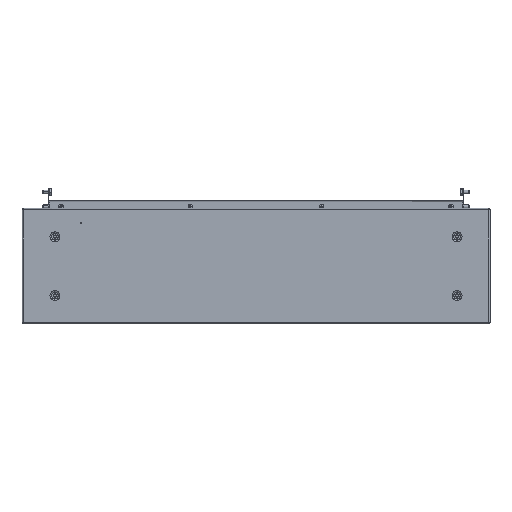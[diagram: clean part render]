
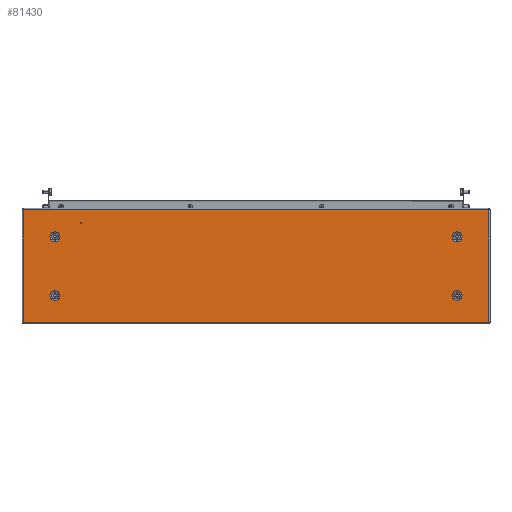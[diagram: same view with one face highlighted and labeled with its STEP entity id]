
A CAD part, top view. The second image highlights one B-rep face of the part: STEP entity #81430.
In plain terms, the highlighted planar face has unit normal (0, 0, 1).
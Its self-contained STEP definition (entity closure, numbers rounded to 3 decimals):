
#2022 = CIRCLE ( 'NONE', #44158, 8.443 ) ;
#2293 = EDGE_CURVE ( 'NONE', #27825, #20792, #66934, .T. ) ;
#2329 = AXIS2_PLACEMENT_3D ( 'NONE', #64766, #26119, #78865 ) ;
#2373 = CARTESIAN_POINT ( 'NONE',  ( 395.1, 95.6, 0. ) ) ;
#3281 = DIRECTION ( 'NONE',  ( -1., 0., 0. ) ) ;
#5599 = CIRCLE ( 'NONE', #2329, 8.443 ) ;
#5757 = CARTESIAN_POINT ( 'NONE',  ( 395.1, -96.529, 0. ) ) ;
#5862 = DIRECTION ( 'NONE',  ( 0., 0., 1. ) ) ;
#6820 = VERTEX_POINT ( 'NONE', #65541 ) ;
#7202 = FACE_BOUND ( 'NONE', #73591, .T. ) ;
#7812 = CARTESIAN_POINT ( 'NONE',  ( -395.1, 95.6, 0. ) ) ;
#8285 = CARTESIAN_POINT ( 'NONE',  ( 341.5, 50., 0. ) ) ;
#9414 = DIRECTION ( 'NONE',  ( -1., 0., 0. ) ) ;
#10111 = CARTESIAN_POINT ( 'NONE',  ( -341.5, -58.443, 0. ) ) ;
#11106 = ORIENTED_EDGE ( 'NONE', *, *, #16785, .T. ) ;
#11362 = CIRCLE ( 'NONE', #50014, 0.5 ) ;
#13845 = AXIS2_PLACEMENT_3D ( 'NONE', #64297, #37714, #31849 ) ;
#15354 = DIRECTION ( 'NONE',  ( 0., 1., 0. ) ) ;
#16157 = VERTEX_POINT ( 'NONE', #19496 ) ;
#16710 = CARTESIAN_POINT ( 'NONE',  ( -341.5, -41.557, 0. ) ) ;
#16785 = EDGE_CURVE ( 'NONE', #28172, #72704, #28356, .T. ) ;
#17213 = AXIS2_PLACEMENT_3D ( 'NONE', #24226, #24502, #62830 ) ;
#17761 = EDGE_CURVE ( 'NONE', #70281, #76276, #5599, .T. ) ;
#18644 = CARTESIAN_POINT ( 'NONE',  ( -297., 73., 0. ) ) ;
#18833 = AXIS2_PLACEMENT_3D ( 'NONE', #21863, #22716, #9414 ) ;
#19310 = EDGE_CURVE ( 'NONE', #67681, #16157, #42467, .T. ) ;
#19496 = CARTESIAN_POINT ( 'NONE',  ( 341.5, -41.557, 0. ) ) ;
#20746 = DIRECTION ( 'NONE',  ( 0., 0., -1. ) ) ;
#20792 = VERTEX_POINT ( 'NONE', #16710 ) ;
#21109 = EDGE_LOOP ( 'NONE', ( #66139, #61273 ) ) ;
#21563 = DIRECTION ( 'NONE',  ( 0., 0., 1. ) ) ;
#21863 = CARTESIAN_POINT ( 'NONE',  ( -297.5, 73., 0. ) ) ;
#21913 = VECTOR ( 'NONE', #50411, 1000. ) ;
#22165 = EDGE_CURVE ( 'NONE', #75669, #28172, #73354, .T. ) ;
#22716 = DIRECTION ( 'NONE',  ( 0., 0., -1. ) ) ;
#22948 = AXIS2_PLACEMENT_3D ( 'NONE', #28367, #21563, #72893 ) ;
#23044 = ORIENTED_EDGE ( 'NONE', *, *, #69072, .T. ) ;
#23979 = LINE ( 'NONE', #5757, #21913 ) ;
#24226 = CARTESIAN_POINT ( 'NONE',  ( -341.5, 50., 0. ) ) ;
#24502 = DIRECTION ( 'NONE',  ( 0., 0., 1. ) ) ;
#25502 = AXIS2_PLACEMENT_3D ( 'NONE', #51642, #5862, #51370 ) ;
#26119 = DIRECTION ( 'NONE',  ( 0., 0., 1. ) ) ;
#26176 = CARTESIAN_POINT ( 'NONE',  ( 341.5, 58.443, 0. ) ) ;
#26288 = EDGE_LOOP ( 'NONE', ( #11106, #29963, #23044, #62038 ) ) ;
#27140 = DIRECTION ( 'NONE',  ( 0., 1., 0. ) ) ;
#27283 = AXIS2_PLACEMENT_3D ( 'NONE', #79112, #73464, #15354 ) ;
#27825 = VERTEX_POINT ( 'NONE', #10111 ) ;
#28172 = VERTEX_POINT ( 'NONE', #7812 ) ;
#28280 = CARTESIAN_POINT ( 'NONE',  ( 341.5, -58.443, 0. ) ) ;
#28356 = LINE ( 'NONE', #38178, #41411 ) ;
#28367 = CARTESIAN_POINT ( 'NONE',  ( -341.5, 50., 0. ) ) ;
#29015 = CARTESIAN_POINT ( 'NONE',  ( 396.029, 95.6, 0. ) ) ;
#29963 = ORIENTED_EDGE ( 'NONE', *, *, #72149, .T. ) ;
#31191 = EDGE_LOOP ( 'NONE', ( #82122, #63123 ) ) ;
#31849 = DIRECTION ( 'NONE',  ( 0., 1., 0. ) ) ;
#32464 = FACE_BOUND ( 'NONE', #31191, .T. ) ;
#32878 = CARTESIAN_POINT ( 'NONE',  ( -341.5, 41.557, 0. ) ) ;
#34795 = DIRECTION ( 'NONE',  ( 0., 1., 0. ) ) ;
#35159 = DIRECTION ( 'NONE',  ( 1., 0., 0. ) ) ;
#36240 = CARTESIAN_POINT ( 'NONE',  ( -396.029, -95.6, 0. ) ) ;
#37492 = CARTESIAN_POINT ( 'NONE',  ( -395.1, -95.6, 0. ) ) ;
#37714 = DIRECTION ( 'NONE',  ( 0., 0., 1. ) ) ;
#38178 = CARTESIAN_POINT ( 'NONE',  ( -395.1, 96.529, 0. ) ) ;
#38591 = EDGE_CURVE ( 'NONE', #57505, #71276, #11362, .T. ) ;
#39464 = FACE_OUTER_BOUND ( 'NONE', #26288, .T. ) ;
#40162 = DIRECTION ( 'NONE',  ( -1., 0., 0. ) ) ;
#40329 = EDGE_CURVE ( 'NONE', #71276, #57505, #80313, .T. ) ;
#41411 = VECTOR ( 'NONE', #50168, 1000. ) ;
#42467 = CIRCLE ( 'NONE', #13845, 8.443 ) ;
#42526 = EDGE_CURVE ( 'NONE', #6820, #57354, #48764, .T. ) ;
#42530 = EDGE_CURVE ( 'NONE', #16157, #67681, #83044, .T. ) ;
#43036 = VECTOR ( 'NONE', #3281, 1000. ) ;
#44158 = AXIS2_PLACEMENT_3D ( 'NONE', #8285, #65875, #34795 ) ;
#46211 = AXIS2_PLACEMENT_3D ( 'NONE', #58782, #59324, #80722 ) ;
#46787 = CARTESIAN_POINT ( 'NONE',  ( 395.1, -95.6, 0. ) ) ;
#48764 = CIRCLE ( 'NONE', #22948, 8.443 ) ;
#50014 = AXIS2_PLACEMENT_3D ( 'NONE', #59424, #20746, #40162 ) ;
#50168 = DIRECTION ( 'NONE',  ( 0., -1., 0. ) ) ;
#50253 = PLANE ( 'NONE',  #25502 ) ;
#50411 = DIRECTION ( 'NONE',  ( 0., 1., 0. ) ) ;
#51370 = DIRECTION ( 'NONE',  ( 1., 0., 0. ) ) ;
#51642 = CARTESIAN_POINT ( 'NONE',  ( 0., 0., 0. ) ) ;
#52180 = CIRCLE ( 'NONE', #59668, 8.443 ) ;
#52279 = DIRECTION ( 'NONE',  ( 0., 0., 1. ) ) ;
#52594 = ORIENTED_EDGE ( 'NONE', *, *, #59209, .F. ) ;
#53872 = VECTOR ( 'NONE', #35159, 1000. ) ;
#54742 = FACE_BOUND ( 'NONE', #80556, .T. ) ;
#57354 = VERTEX_POINT ( 'NONE', #32878 ) ;
#57505 = VERTEX_POINT ( 'NONE', #66450 ) ;
#58782 = CARTESIAN_POINT ( 'NONE',  ( -341.5, -50., 0. ) ) ;
#59209 = EDGE_CURVE ( 'NONE', #57354, #6820, #80055, .T. ) ;
#59324 = DIRECTION ( 'NONE',  ( 0., 0., 1. ) ) ;
#59424 = CARTESIAN_POINT ( 'NONE',  ( -297.5, 73., 0. ) ) ;
#59668 = AXIS2_PLACEMENT_3D ( 'NONE', #72006, #52279, #27140 ) ;
#60838 = ORIENTED_EDGE ( 'NONE', *, *, #40329, .T. ) ;
#61273 = ORIENTED_EDGE ( 'NONE', *, *, #62858, .F. ) ;
#62038 = ORIENTED_EDGE ( 'NONE', *, *, #22165, .T. ) ;
#62830 = DIRECTION ( 'NONE',  ( 0., 1., 0. ) ) ;
#62858 = EDGE_CURVE ( 'NONE', #76276, #70281, #2022, .T. ) ;
#63123 = ORIENTED_EDGE ( 'NONE', *, *, #2293, .F. ) ;
#63934 = VERTEX_POINT ( 'NONE', #46787 ) ;
#64297 = CARTESIAN_POINT ( 'NONE',  ( 341.5, -50., 0. ) ) ;
#64766 = CARTESIAN_POINT ( 'NONE',  ( 341.5, 50., 0. ) ) ;
#64795 = FACE_BOUND ( 'NONE', #21109, .T. ) ;
#64922 = LINE ( 'NONE', #36240, #53872 ) ;
#65397 = ORIENTED_EDGE ( 'NONE', *, *, #38591, .T. ) ;
#65541 = CARTESIAN_POINT ( 'NONE',  ( -341.5, 58.443, 0. ) ) ;
#65875 = DIRECTION ( 'NONE',  ( 0., 0., 1. ) ) ;
#66139 = ORIENTED_EDGE ( 'NONE', *, *, #17761, .F. ) ;
#66450 = CARTESIAN_POINT ( 'NONE',  ( -298., 73., 0. ) ) ;
#66934 = CIRCLE ( 'NONE', #46211, 8.443 ) ;
#67534 = EDGE_CURVE ( 'NONE', #20792, #27825, #52180, .T. ) ;
#67681 = VERTEX_POINT ( 'NONE', #28280 ) ;
#69072 = EDGE_CURVE ( 'NONE', #63934, #75669, #23979, .T. ) ;
#70281 = VERTEX_POINT ( 'NONE', #26176 ) ;
#71276 = VERTEX_POINT ( 'NONE', #18644 ) ;
#72006 = CARTESIAN_POINT ( 'NONE',  ( -341.5, -50., 0. ) ) ;
#72149 = EDGE_CURVE ( 'NONE', #72704, #63934, #64922, .T. ) ;
#72221 = ORIENTED_EDGE ( 'NONE', *, *, #42526, .F. ) ;
#72704 = VERTEX_POINT ( 'NONE', #37492 ) ;
#72893 = DIRECTION ( 'NONE',  ( 0., 1., 0. ) ) ;
#73354 = LINE ( 'NONE', #29015, #43036 ) ;
#73464 = DIRECTION ( 'NONE',  ( 0., 0., 1. ) ) ;
#73591 = EDGE_LOOP ( 'NONE', ( #65397, #60838 ) ) ;
#73630 = CARTESIAN_POINT ( 'NONE',  ( 341.5, 41.557, 0. ) ) ;
#73878 = FACE_BOUND ( 'NONE', #83703, .T. ) ;
#75669 = VERTEX_POINT ( 'NONE', #2373 ) ;
#76276 = VERTEX_POINT ( 'NONE', #73630 ) ;
#78865 = DIRECTION ( 'NONE',  ( 0., 1., 0. ) ) ;
#79112 = CARTESIAN_POINT ( 'NONE',  ( 341.5, -50., 0. ) ) ;
#80055 = CIRCLE ( 'NONE', #17213, 8.443 ) ;
#80313 = CIRCLE ( 'NONE', #18833, 0.5 ) ;
#80556 = EDGE_LOOP ( 'NONE', ( #72221, #52594 ) ) ;
#80722 = DIRECTION ( 'NONE',  ( 0., 1., 0. ) ) ;
#81430 = ADVANCED_FACE ( 'NONE', ( #7202, #73878, #32464, #64795, #54742, #39464 ), #50253, .T. ) ;
#82122 = ORIENTED_EDGE ( 'NONE', *, *, #67534, .F. ) ;
#82754 = ORIENTED_EDGE ( 'NONE', *, *, #42530, .F. ) ;
#83044 = CIRCLE ( 'NONE', #27283, 8.443 ) ;
#83329 = ORIENTED_EDGE ( 'NONE', *, *, #19310, .F. ) ;
#83703 = EDGE_LOOP ( 'NONE', ( #82754, #83329 ) ) ;
